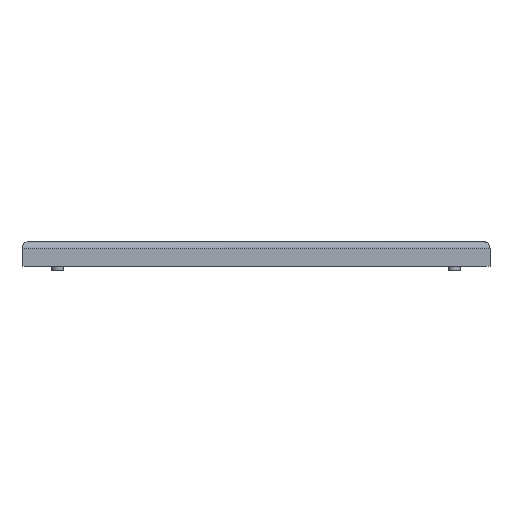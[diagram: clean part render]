
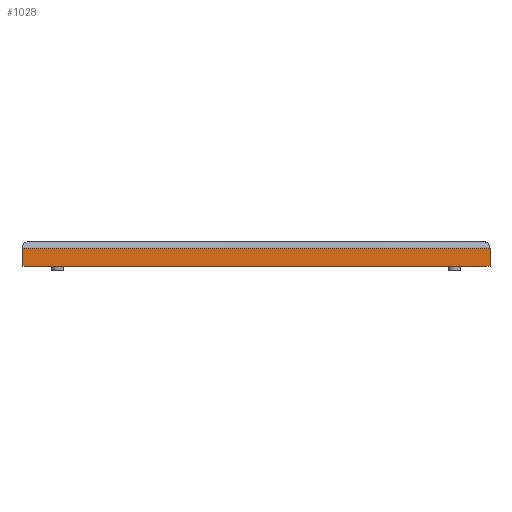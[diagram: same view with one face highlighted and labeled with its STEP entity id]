
A CAD part, front view. The second image highlights one B-rep face of the part: STEP entity #1028.
In plain terms, the highlighted planar face has unit normal (0, -1, 0).
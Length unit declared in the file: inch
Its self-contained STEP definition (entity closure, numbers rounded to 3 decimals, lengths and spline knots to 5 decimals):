
#29 = VECTOR ( 'NONE', #3841, 39.37008 ) ;
#84 = CARTESIAN_POINT ( 'NONE',  ( 4., -5.75, 0.2095 ) ) ;
#86 = DIRECTION ( 'NONE',  ( 0., 1., 0. ) ) ;
#366 = LINE ( 'NONE', #719, #3957 ) ;
#394 = CARTESIAN_POINT ( 'NONE',  ( -4., -5.75, -0.21255 ) ) ;
#547 = ORIENTED_EDGE ( 'NONE', *, *, #3660, .T. ) ;
#719 = CARTESIAN_POINT ( 'NONE',  ( -4., -5.75, 0.2095 ) ) ;
#757 = ORIENTED_EDGE ( 'NONE', *, *, #2870, .T. ) ;
#811 = ORIENTED_EDGE ( 'NONE', *, *, #2308, .T. ) ;
#848 = LINE ( 'NONE', #1411, #29 ) ;
#929 = VERTEX_POINT ( 'NONE', #1095 ) ;
#961 = EDGE_LOOP ( 'NONE', ( #4152, #757, #811, #547 ) ) ;
#968 = CARTESIAN_POINT ( 'NONE',  ( -4., -5.75, -0.21255 ) ) ;
#1028 = ADVANCED_FACE ( 'NONE', ( #1070 ), #3485, .F. ) ;
#1070 = FACE_OUTER_BOUND ( 'NONE', #961, .T. ) ;
#1095 = CARTESIAN_POINT ( 'NONE',  ( 4., -5.75, 0.09769 ) ) ;
#1411 = CARTESIAN_POINT ( 'NONE',  ( -4., -5.75, 0.09769 ) ) ;
#1554 = VECTOR ( 'NONE', #4337, 39.37008 ) ;
#1619 = CARTESIAN_POINT ( 'NONE',  ( 4., -5.75, -0.21255 ) ) ;
#1814 = LINE ( 'NONE', #84, #2751 ) ;
#2264 = VERTEX_POINT ( 'NONE', #394 ) ;
#2284 = LINE ( 'NONE', #968, #1554 ) ;
#2308 = EDGE_CURVE ( 'NONE', #3632, #2264, #366, .T. ) ;
#2463 = DIRECTION ( 'NONE',  ( 0., 0., -1. ) ) ;
#2751 = VECTOR ( 'NONE', #2463, 39.37008 ) ;
#2849 = EDGE_CURVE ( 'NONE', #929, #3868, #1814, .T. ) ;
#2870 = EDGE_CURVE ( 'NONE', #929, #3632, #848, .T. ) ;
#3156 = DIRECTION ( 'NONE',  ( 0., 0., 1. ) ) ;
#3296 = CARTESIAN_POINT ( 'NONE',  ( -4., -5.75, 0.09769 ) ) ;
#3485 = PLANE ( 'NONE',  #4052 ) ;
#3632 = VERTEX_POINT ( 'NONE', #3296 ) ;
#3660 = EDGE_CURVE ( 'NONE', #2264, #3868, #2284, .T. ) ;
#3841 = DIRECTION ( 'NONE',  ( -1., 0., 0. ) ) ;
#3868 = VERTEX_POINT ( 'NONE', #1619 ) ;
#3957 = VECTOR ( 'NONE', #4065, 39.37008 ) ;
#4052 = AXIS2_PLACEMENT_3D ( 'NONE', #4108, #86, #3156 ) ;
#4065 = DIRECTION ( 'NONE',  ( 0., 0., -1. ) ) ;
#4108 = CARTESIAN_POINT ( 'NONE',  ( -4., -5.75, 0.2095 ) ) ;
#4152 = ORIENTED_EDGE ( 'NONE', *, *, #2849, .F. ) ;
#4337 = DIRECTION ( 'NONE',  ( 1., 0., 0. ) ) ;
